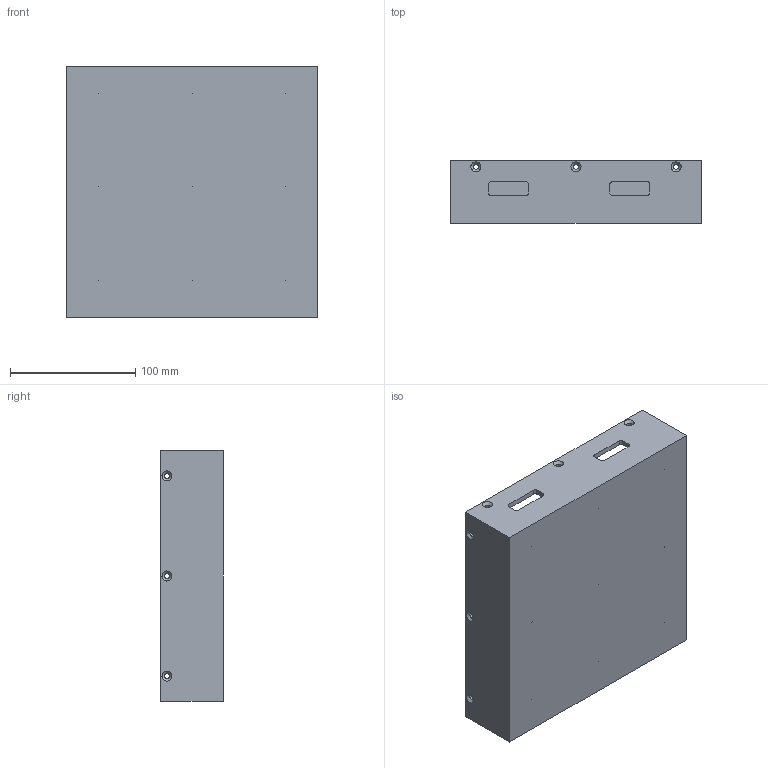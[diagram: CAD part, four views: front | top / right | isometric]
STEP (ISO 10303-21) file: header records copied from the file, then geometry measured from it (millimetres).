
FILE_DESCRIPTION(/* description */ (''),/* implementation_level */ '2;1');
FILE_NAME(/* name */ 'Housing_bottom.stp',/* time_stamp */ '2021-04-28T01:52:53+05:00',/* author */ ('Ramana Bharathi'),/* organization */ (''),/* preprocessor_version */ 'ST-DEVELOPER v16.13',/* originating_system */ 'Autodesk Inventor 2018',/* authorisation */ '');
FILE_SCHEMA (('AUTOMOTIVE_DESIGN { 1 0 10303 214 3 1 1 }'));
Length unit declared in the file: millimetre
Products named in the file (1): Housing_bottom
Bounding box: 200 x 50 x 200 mm (x, y, z)
Volume: 374797.2 mm3; surface area: 153302.7 mm2
Topology: 1 solids, 1 shells, 73 faces, 201 edges, 131 vertices
Faces by surface type: cylinder 33, cone 21, plane 19
Full cylindrical faces by diameter (mm): 3 x9, 4 x12
Entity records: 2037 total; most frequent: DIRECTION 364, CARTESIAN_POINT 322, ORIENTED_EDGE 276, AXIS2_PLACEMENT_3D 152, EDGE_LOOP 144, EDGE_CURVE 138, VERTEX_POINT 110, CIRCLE 78
